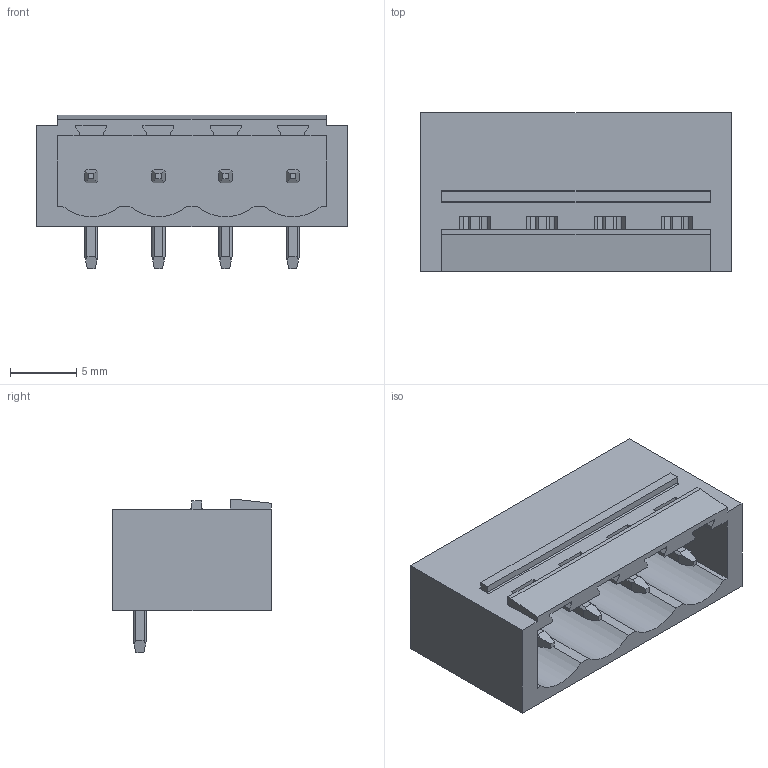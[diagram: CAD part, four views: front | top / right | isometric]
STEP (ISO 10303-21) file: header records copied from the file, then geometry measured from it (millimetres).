
FILE_DESCRIPTION(('CATIA V5 STEP Exchange','CAx-IF Rec.Pracs.--- Model Styling and Organization---1.2---2011-12-15'),'2;1');
FILE_NAME ('D1449383_0', '2018-10-26T05:59:57+00:00', ('none'), ('Weidmueller'), 'CATIA Version 5-6 Release 2014', 'CATIA V5 STEP AP214', 'none');
FILE_SCHEMA(('AUTOMOTIVE_DESIGN { 1 0 10303 214 1 1 1 1 }'));
Length unit declared in the file: millimetre
Products named in the file (1): 1155340000
Bounding box: 23.52 x 12 x 11.63 mm (x, y, z)
Volume: 1220.7 mm3; surface area: 1929.3 mm2
Topology: 5 solids, 5 shells, 215 faces, 593 edges, 382 vertices
Faces by surface type: plane 145, cylinder 70
Entity records: 6238 total; most frequent: CARTESIAN_POINT 1389, ORIENTED_EDGE 1186, DIRECTION 701, EDGE_CURVE 587, VECTOR 419, LINE 419, VERTEX_POINT 374, EDGE_LOOP 225
